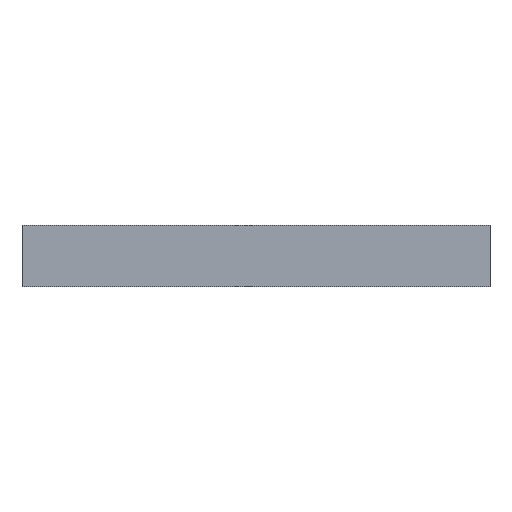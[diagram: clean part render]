
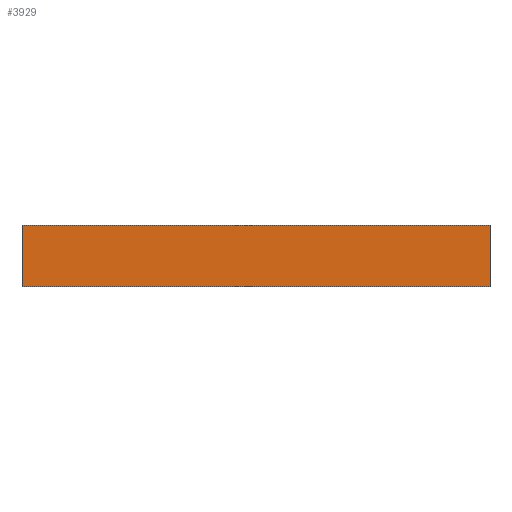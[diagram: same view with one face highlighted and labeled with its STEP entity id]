
A CAD part, left-side view. The second image highlights one B-rep face of the part: STEP entity #3929.
In plain terms, the highlighted planar face has unit normal (-1, 0, 0).
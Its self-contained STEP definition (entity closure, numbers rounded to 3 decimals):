
#814=ORIENTED_EDGE('',*,*,#1837,.F.);
#815=ORIENTED_EDGE('',*,*,#1830,.F.);
#816=ORIENTED_EDGE('',*,*,#1834,.T.);
#817=ORIENTED_EDGE('',*,*,#1812,.T.);
#1812=EDGE_CURVE('',#2356,#2355,#2757,.T.);
#1830=EDGE_CURVE('',#2372,#2373,#2767,.T.);
#1834=EDGE_CURVE('',#2372,#2356,#2771,.T.);
#1837=EDGE_CURVE('',#2373,#2355,#2774,.T.);
#2355=VERTEX_POINT('',#5562);
#2356=VERTEX_POINT('',#5564);
#2372=VERTEX_POINT('',#5598);
#2373=VERTEX_POINT('',#5600);
#2757=LINE('',#5563,#3026);
#2767=LINE('',#5599,#3036);
#2771=LINE('',#5606,#3040);
#2774=LINE('',#5612,#3043);
#3026=VECTOR('',#4755,1000.);
#3036=VECTOR('',#4783,1000.);
#3040=VECTOR('',#4789,1000.);
#3043=VECTOR('',#4798,1000.);
#3240=EDGE_LOOP('',(#814,#815,#816,#817));
#3499=FACE_BOUND('',#3240,.T.);
#3730=PLANE('',#4269);
#3929=ADVANCED_FACE('',(#3499),#3730,.T.);
#4269=AXIS2_PLACEMENT_3D('',#5611,#4796,#4797);
#4755=DIRECTION('',(0.,0.,-1.));
#4783=DIRECTION('',(0.,0.,-1.));
#4789=DIRECTION('',(0.,1.,0.));
#4796=DIRECTION('',(-1.,0.,0.));
#4797=DIRECTION('',(0.,0.,1.));
#4798=DIRECTION('',(0.,1.,0.));
#5562=CARTESIAN_POINT('',(-15.037,30.061,0.));
#5563=CARTESIAN_POINT('',(-15.037,30.061,7.925));
#5564=CARTESIAN_POINT('',(-15.037,30.061,7.925));
#5598=CARTESIAN_POINT('',(-15.037,-30.061,7.925));
#5599=CARTESIAN_POINT('',(-15.037,-30.061,7.925));
#5600=CARTESIAN_POINT('',(-15.037,-30.061,0.));
#5606=CARTESIAN_POINT('',(-15.037,-30.061,7.925));
#5611=CARTESIAN_POINT('',(-15.037,-30.061,7.925));
#5612=CARTESIAN_POINT('',(-15.037,-30.061,0.));
